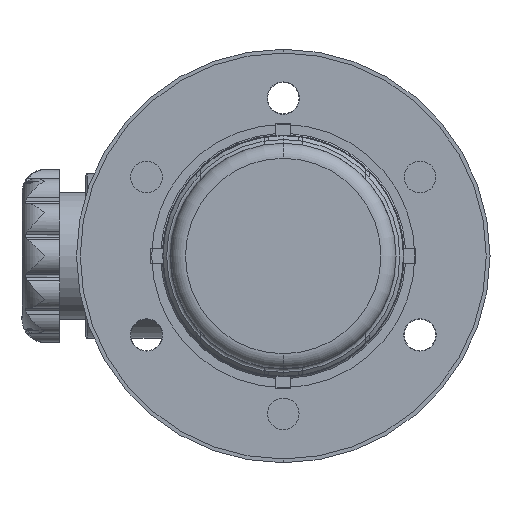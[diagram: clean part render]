
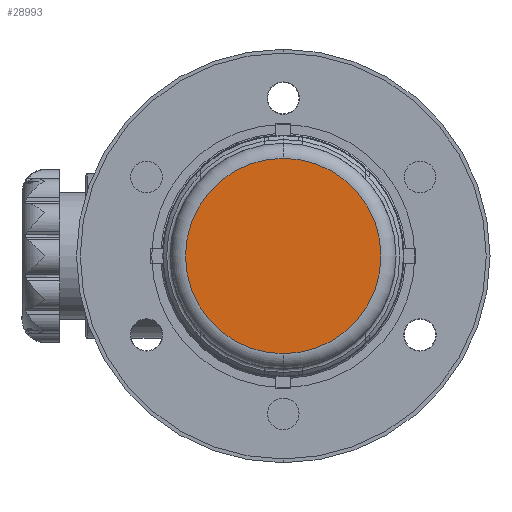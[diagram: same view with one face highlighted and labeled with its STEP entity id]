
A CAD part, front view. The second image highlights one B-rep face of the part: STEP entity #28993.
In plain terms, the highlighted planar face has unit normal (0, -1, 0).
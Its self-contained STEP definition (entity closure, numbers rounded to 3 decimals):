
#608 = CARTESIAN_POINT ( 'NONE',  ( 0., -532.3, -13. ) ) ;
#803 = DIRECTION ( 'NONE',  ( 0., 0., 1. ) ) ;
#4592 = CARTESIAN_POINT ( 'NONE',  ( 0., -532.3, 0. ) ) ;
#4646 = EDGE_LOOP ( 'NONE', ( #14957, #12881 ) ) ;
#8545 = CARTESIAN_POINT ( 'NONE',  ( 0., -532.3, 13. ) ) ;
#8791 = DIRECTION ( 'NONE',  ( 0., -1., 0. ) ) ;
#9454 = AXIS2_PLACEMENT_3D ( 'NONE', #31260, #22574, #19595 ) ;
#10281 = VERTEX_POINT ( 'NONE', #8545 ) ;
#10502 = FACE_OUTER_BOUND ( 'NONE', #4646, .T. ) ;
#11444 = AXIS2_PLACEMENT_3D ( 'NONE', #14898, #8791, #803 ) ;
#12881 = ORIENTED_EDGE ( 'NONE', *, *, #22122, .T. ) ;
#13078 = DIRECTION ( 'NONE',  ( 0., 1., 0. ) ) ;
#14898 = CARTESIAN_POINT ( 'NONE',  ( 0., -532.3, 0. ) ) ;
#14957 = ORIENTED_EDGE ( 'NONE', *, *, #30429, .T. ) ;
#19595 = DIRECTION ( 'NONE',  ( 0., 0., 1. ) ) ;
#22122 = EDGE_CURVE ( 'NONE', #32790, #10281, #33368, .T. ) ;
#22574 = DIRECTION ( 'NONE',  ( 0., -1., 0. ) ) ;
#24763 = DIRECTION ( 'NONE',  ( 0., 0., 1. ) ) ;
#28993 = ADVANCED_FACE ( 'NONE', ( #10502 ), #29982, .F. ) ;
#29982 = PLANE ( 'NONE',  #31942 ) ;
#30429 = EDGE_CURVE ( 'NONE', #10281, #32790, #32571, .T. ) ;
#31260 = CARTESIAN_POINT ( 'NONE',  ( 0., -532.3, 0. ) ) ;
#31942 = AXIS2_PLACEMENT_3D ( 'NONE', #4592, #13078, #24763 ) ;
#32571 = CIRCLE ( 'NONE', #9454, 13. ) ;
#32790 = VERTEX_POINT ( 'NONE', #608 ) ;
#33368 = CIRCLE ( 'NONE', #11444, 13. ) ;
